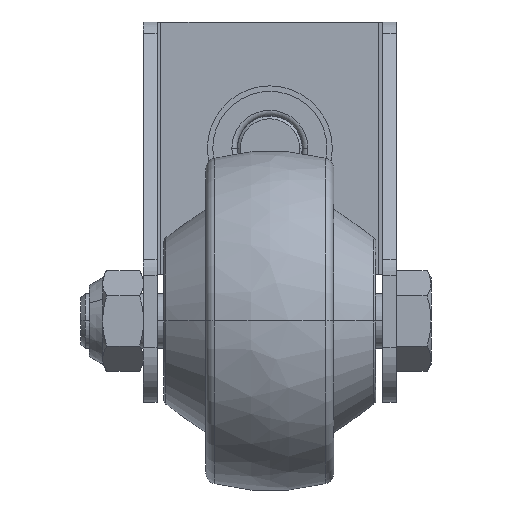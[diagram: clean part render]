
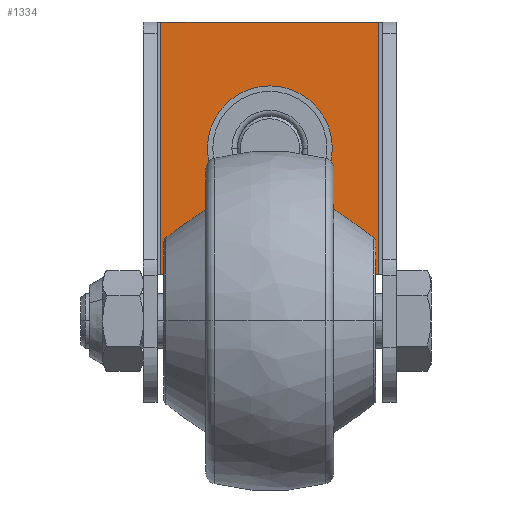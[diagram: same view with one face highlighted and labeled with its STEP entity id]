
A CAD part, front view. The second image highlights one B-rep face of the part: STEP entity #1334.
In plain terms, the highlighted planar face has unit normal (0, -1, 0).
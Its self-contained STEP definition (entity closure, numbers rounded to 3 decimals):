
#450=DIRECTION('',(1.,0.,0.));
#451=VECTOR('',#450,40.1);
#452=CARTESIAN_POINT('',(-20.05,-15.5,23.25));
#453=LINE('',#452,#451);
#565=DIRECTION('',(0.,0.,-1.));
#566=VECTOR('',#565,46.5);
#567=CARTESIAN_POINT('',(20.05,-15.5,23.25));
#568=LINE('',#567,#566);
#569=DIRECTION('',(1.,0.,0.));
#570=VECTOR('',#569,40.1);
#571=CARTESIAN_POINT('',(-20.05,-15.5,-23.25));
#572=LINE('',#571,#570);
#573=DIRECTION('',(0.,0.,1.));
#574=VECTOR('',#573,46.5);
#575=CARTESIAN_POINT('',(-20.05,-15.5,-23.25));
#576=LINE('',#575,#574);
#577=CARTESIAN_POINT('',(0.,-15.5,0.));
#578=DIRECTION('',(0.,1.,0.));
#579=DIRECTION('',(-1.,0.,0.));
#580=AXIS2_PLACEMENT_3D('',#577,#578,#579);
#582=CARTESIAN_POINT('',(0.,-15.5,0.));
#583=DIRECTION('',(0.,1.,0.));
#584=DIRECTION('',(1.,0.,0.));
#585=AXIS2_PLACEMENT_3D('',#582,#583,#584);
#793=CARTESIAN_POINT('',(-20.05,-15.5,23.25));
#794=CARTESIAN_POINT('',(20.05,-15.5,23.25));
#795=VERTEX_POINT('',#793);
#796=VERTEX_POINT('',#794);
#797=CARTESIAN_POINT('',(-20.05,-15.5,-23.25));
#798=CARTESIAN_POINT('',(20.05,-15.5,-23.25));
#799=VERTEX_POINT('',#797);
#800=VERTEX_POINT('',#798);
#801=CARTESIAN_POINT('',(-11.5,-15.5,0.));
#802=CARTESIAN_POINT('',(11.5,-15.5,0.));
#803=VERTEX_POINT('',#801);
#804=VERTEX_POINT('',#802);
#1315=CARTESIAN_POINT('',(-23.25,-15.5,-23.25));
#1316=DIRECTION('',(0.,1.,0.));
#1317=DIRECTION('',(0.,0.,1.));
#1318=AXIS2_PLACEMENT_3D('',#1315,#1316,#1317);
#1319=PLANE('',#1318);
#1321=ORIENTED_EDGE('',*,*,#1320,.T.);
#1322=ORIENTED_EDGE('',*,*,#1302,.F.);
#1324=ORIENTED_EDGE('',*,*,#1323,.T.);
#1325=ORIENTED_EDGE('',*,*,#1110,.T.);
#1326=EDGE_LOOP('',(#1321,#1322,#1324,#1325));
#1327=FACE_OUTER_BOUND('',#1326,.F.);
#1329=ORIENTED_EDGE('',*,*,#1328,.F.);
#1331=ORIENTED_EDGE('',*,*,#1330,.F.);
#1332=EDGE_LOOP('',(#1329,#1331));
#1333=FACE_BOUND('',#1332,.F.);
#581=CIRCLE('',#580,11.5);
#586=CIRCLE('',#585,11.5);
#1110=EDGE_CURVE('',#795,#796,#453,.T.);
#1302=EDGE_CURVE('',#799,#800,#572,.T.);
#1320=EDGE_CURVE('',#796,#800,#568,.T.);
#1323=EDGE_CURVE('',#799,#795,#576,.T.);
#1328=EDGE_CURVE('',#803,#804,#581,.T.);
#1330=EDGE_CURVE('',#804,#803,#586,.T.);
#1334=ADVANCED_FACE('',(#1327,#1333),#1319,.F.);
